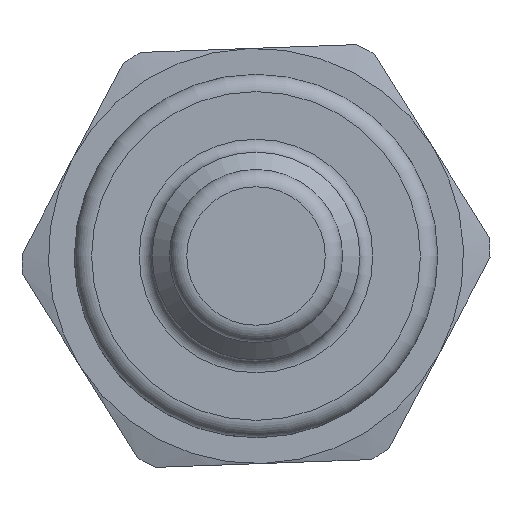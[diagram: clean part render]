
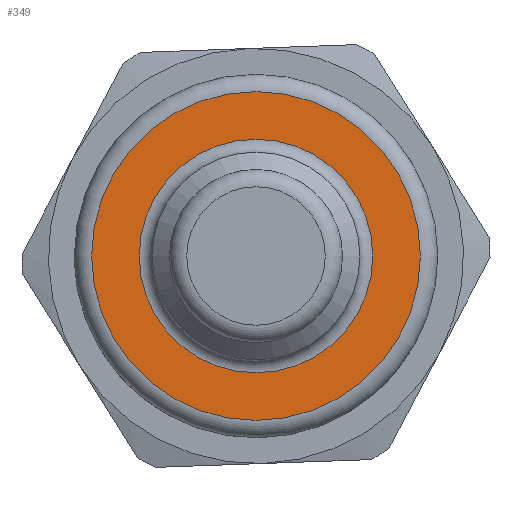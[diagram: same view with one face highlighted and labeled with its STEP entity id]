
A CAD part, left-side view. The second image highlights one B-rep face of the part: STEP entity #349.
In plain terms, the highlighted planar face has unit normal (-1, 0, 0).
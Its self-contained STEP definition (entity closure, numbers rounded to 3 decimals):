
#295=CARTESIAN_POINT('',(20.0,9.5,0.0));
#296=VERTEX_POINT('',#295);
#297=CARTESIAN_POINT('',(20.0,0.0,0.0));
#298=DIRECTION('',(1.0,0.0,0.0));
#299=DIRECTION('',(0.0,-1.0,0.0));
#300=AXIS2_PLACEMENT_3D('',#297,#298,#299);
#301=CIRCLE('',#300,9.5);
#302=EDGE_CURVE('',#296,#296,#301,.T.);
#330=CARTESIAN_POINT('',(20.0,8.25,0.0));
#331=DIRECTION('',(-1.0,0.0,0.0));
#332=DIRECTION('',(0.0,0.0,1.0));
#333=AXIS2_PLACEMENT_3D('',#330,#331,#332);
#334=PLANE('',#333);
#335=ORIENTED_EDGE('',*,*,#302,.F.);
#336=EDGE_LOOP('',(#335));
#337=FACE_OUTER_BOUND('',#336,.T.);
#338=CARTESIAN_POINT('',(20.0,6.75,0.));
#339=VERTEX_POINT('',#338);
#340=CARTESIAN_POINT('',(20.0,0.0,0.0));
#341=DIRECTION('',(-1.0,0.0,0.0));
#342=DIRECTION('',(0.0,-1.0,0.0));
#343=AXIS2_PLACEMENT_3D('',#340,#341,#342);
#344=CIRCLE('',#343,6.75);
#345=EDGE_CURVE('',#339,#339,#344,.T.);
#346=ORIENTED_EDGE('',*,*,#345,.F.);
#347=EDGE_LOOP('',(#346));
#348=FACE_BOUND('',#347,.T.);
#349=ADVANCED_FACE('',(#337,#348),#334,.T.);
